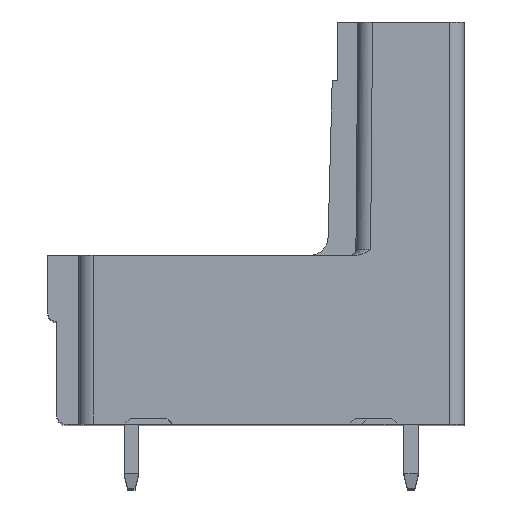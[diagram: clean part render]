
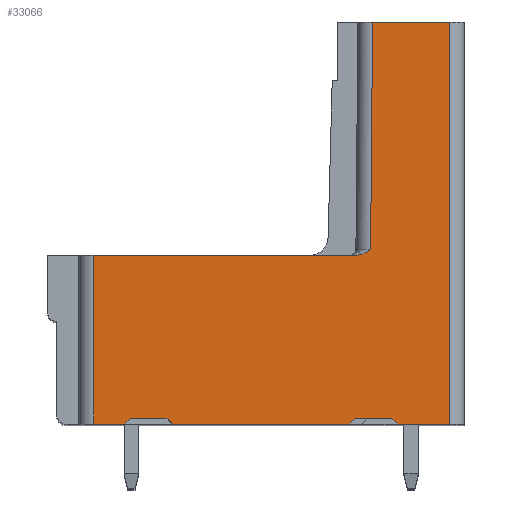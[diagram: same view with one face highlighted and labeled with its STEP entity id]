
A CAD part, top view. The second image highlights one B-rep face of the part: STEP entity #33066.
In plain terms, the highlighted planar face has unit normal (0, 0, 1).
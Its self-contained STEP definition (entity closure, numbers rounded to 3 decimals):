
#3380=DIRECTION('',(1.,0.,0.));
#3381=VECTOR('',#3380,2.85);
#3382=CARTESIAN_POINT('',(-3.644,0.,
-73.113));
#3383=LINE('',#3382,#3381);
#6635=CARTESIAN_POINT('',(-5.857,9.2,
-73.113));
#6954=DIRECTION('',(1.,0.,0.));
#6955=VECTOR('',#6954,2.);
#6956=CARTESIAN_POINT('',(-18.194,0.3,-73.113));
#6957=LINE('',#6956,#6955);
#6962=DIRECTION('',(1.,0.,0.));
#6963=VECTOR('',#6962,14.337);
#6964=CARTESIAN_POINT('',(-20.194,9.2,
-73.113));
#6965=LINE('',#6964,#6963);
#6966=CARTESIAN_POINT('',(-5.857,9.2,
-73.113));
#6967=CARTESIAN_POINT('',(-5.825,9.2,
-73.113));
#6968=CARTESIAN_POINT('',(-5.757,9.204,
-73.113));
#6969=CARTESIAN_POINT('',(-5.644,9.227,
-73.113));
#6970=CARTESIAN_POINT('',(-5.523,9.268,
-73.113));
#6971=CARTESIAN_POINT('',(-5.393,9.328,
-73.113));
#6972=CARTESIAN_POINT('',(-5.255,9.405,
-73.113));
#6973=CARTESIAN_POINT('',(-5.154,9.467,
-73.113));
#6974=CARTESIAN_POINT('',(-5.102,9.5,
-73.113));
#6976=DIRECTION('',(0.009,1.,0.));
#6977=VECTOR('',#6976,12.4);
#6978=CARTESIAN_POINT('',(-5.102,9.5,
-73.113));
#6979=LINE('',#6978,#6977);
#6980=DIRECTION('',(1.,0.,0.));
#6981=VECTOR('',#6980,4.2);
#6982=CARTESIAN_POINT('',(-4.994,21.9,-73.113));
#6983=LINE('',#6982,#6981);
#6984=DIRECTION('',(-0.707,0.707,0.));
#6985=VECTOR('',#6984,0.424);
#6986=CARTESIAN_POINT('',(-3.644,0.,
-73.113));
#6987=LINE('',#6986,#6985);
#6988=DIRECTION('',(-0.707,-0.707,0.));
#6989=VECTOR('',#6988,0.424);
#6990=CARTESIAN_POINT('',(-5.944,0.3,
-73.113));
#6991=LINE('',#6990,#6989);
#6992=DIRECTION('',(-1.,0.,0.));
#6993=VECTOR('',#6992,9.65);
#6994=CARTESIAN_POINT('',(-6.244,0.,
-73.113));
#6995=LINE('',#6994,#6993);
#6996=DIRECTION('',(-0.707,0.707,0.));
#6997=VECTOR('',#6996,0.424);
#6998=CARTESIAN_POINT('',(-15.894,0.,
-73.113));
#6999=LINE('',#6998,#6997);
#7000=DIRECTION('',(-0.707,-0.707,0.));
#7001=VECTOR('',#7000,0.424);
#7002=CARTESIAN_POINT('',(-18.194,0.3,-73.113));
#7003=LINE('',#7002,#7001);
#7004=DIRECTION('',(-1.,0.,0.));
#7005=VECTOR('',#7004,1.7);
#7006=CARTESIAN_POINT('',(-18.494,0.,
-73.113));
#7007=LINE('',#7006,#7005);
#7008=DIRECTION('',(0.,1.,0.));
#7009=VECTOR('',#7008,9.2);
#7010=CARTESIAN_POINT('',(-20.194,0.,
-73.113));
#7011=LINE('',#7010,#7009);
#8085=DIRECTION('',(1.,0.,0.));
#8086=VECTOR('',#8085,2.);
#8087=CARTESIAN_POINT('',(-5.944,0.3,
-73.113));
#8088=LINE('',#8087,#8086);
#13353=DIRECTION('',(0.,1.,0.));
#13354=VECTOR('',#13353,21.9);
#13355=CARTESIAN_POINT('',(-0.794,0.,
-73.113));
#13356=LINE('',#13355,#13354);
#18684=CARTESIAN_POINT('',(-0.794,21.9,-73.113));
#18685=VERTEX_POINT('',#18684);
#18686=CARTESIAN_POINT('',(-4.994,21.9,-73.113));
#18687=VERTEX_POINT('',#18686);
#18731=CARTESIAN_POINT('',(-20.194,0.,
-73.113));
#18732=VERTEX_POINT('',#18731);
#18733=CARTESIAN_POINT('',(-18.494,0.,
-73.113));
#18734=VERTEX_POINT('',#18733);
#18747=CARTESIAN_POINT('',(-15.894,0.,
-73.113));
#18748=VERTEX_POINT('',#18747);
#18749=CARTESIAN_POINT('',(-6.244,0.,
-73.113));
#18750=VERTEX_POINT('',#18749);
#18771=CARTESIAN_POINT('',(-3.644,0.,
-73.113));
#18772=VERTEX_POINT('',#18771);
#18773=CARTESIAN_POINT('',(-0.794,0.,
-73.113));
#18774=VERTEX_POINT('',#18773);
#18883=VERTEX_POINT('',#6635);
#18884=CARTESIAN_POINT('',(-20.194,9.2,
-73.113));
#18885=VERTEX_POINT('',#18884);
#19075=CARTESIAN_POINT('',(-16.194,0.3,
-73.113));
#19076=VERTEX_POINT('',#19075);
#19077=CARTESIAN_POINT('',(-18.194,0.3,-73.113));
#19078=VERTEX_POINT('',#19077);
#19079=VERTEX_POINT('',#6974);
#19080=CARTESIAN_POINT('',(-3.944,0.3,
-73.113));
#19081=VERTEX_POINT('',#19080);
#19082=CARTESIAN_POINT('',(-5.944,0.3,
-73.113));
#19083=VERTEX_POINT('',#19082);
#33036=CARTESIAN_POINT('',(-6.202,9.5,-73.113));
#33037=DIRECTION('',(0.,0.,1.));
#33038=DIRECTION('',(-1.,0.,0.));
#33039=AXIS2_PLACEMENT_3D('',#33036,#33037,#33038);
#33040=PLANE('',#33039);
#33041=ORIENTED_EDGE('',*,*,#32173,.T.);
#33043=ORIENTED_EDGE('',*,*,#33042,.T.);
#33045=ORIENTED_EDGE('',*,*,#33044,.T.);
#33047=ORIENTED_EDGE('',*,*,#33046,.T.);
#33049=ORIENTED_EDGE('',*,*,#33048,.F.);
#33050=ORIENTED_EDGE('',*,*,#27798,.F.);
#33052=ORIENTED_EDGE('',*,*,#33051,.T.);
#33054=ORIENTED_EDGE('',*,*,#33053,.F.);
#33056=ORIENTED_EDGE('',*,*,#33055,.T.);
#33057=ORIENTED_EDGE('',*,*,#27774,.T.);
#33058=ORIENTED_EDGE('',*,*,#33003,.T.);
#33059=ORIENTED_EDGE('',*,*,#33017,.F.);
#33060=ORIENTED_EDGE('',*,*,#33030,.T.);
#33061=ORIENTED_EDGE('',*,*,#27758,.T.);
#33063=ORIENTED_EDGE('',*,*,#33062,.T.);
#33064=EDGE_LOOP('',(#33041,#33043,#33045,#33047,#33049,#33050,#33052,#33054,
#33056,#33057,#33058,#33059,#33060,#33061,#33063));
#33065=FACE_OUTER_BOUND('',#33064,.F.);
#33066=ADVANCED_FACE('',(#33065),#33040,.T.);
#6975=B_SPLINE_CURVE_WITH_KNOTS('',3,(#6966,#6967,#6968,#6969,#6970,#6971,#6972,
#6973,#6974),.UNSPECIFIED.,.F.,.F.,(4,1,1,1,1,1,4),(0.,0.167,
0.333,0.5,0.667,0.833,1.),
.UNSPECIFIED.);
#27758=EDGE_CURVE('',#18734,#18732,#7007,.T.);
#27774=EDGE_CURVE('',#18750,#18748,#6995,.T.);
#27798=EDGE_CURVE('',#18772,#18774,#3383,.T.);
#32173=EDGE_CURVE('',#18885,#18883,#6965,.T.);
#33003=EDGE_CURVE('',#18748,#19076,#6999,.T.);
#33017=EDGE_CURVE('',#19078,#19076,#6957,.T.);
#33030=EDGE_CURVE('',#19078,#18734,#7003,.T.);
#33042=EDGE_CURVE('',#18883,#19079,#6975,.T.);
#33044=EDGE_CURVE('',#19079,#18687,#6979,.T.);
#33046=EDGE_CURVE('',#18687,#18685,#6983,.T.);
#33048=EDGE_CURVE('',#18774,#18685,#13356,.T.);
#33051=EDGE_CURVE('',#18772,#19081,#6987,.T.);
#33053=EDGE_CURVE('',#19083,#19081,#8088,.T.);
#33055=EDGE_CURVE('',#19083,#18750,#6991,.T.);
#33062=EDGE_CURVE('',#18732,#18885,#7011,.T.);
